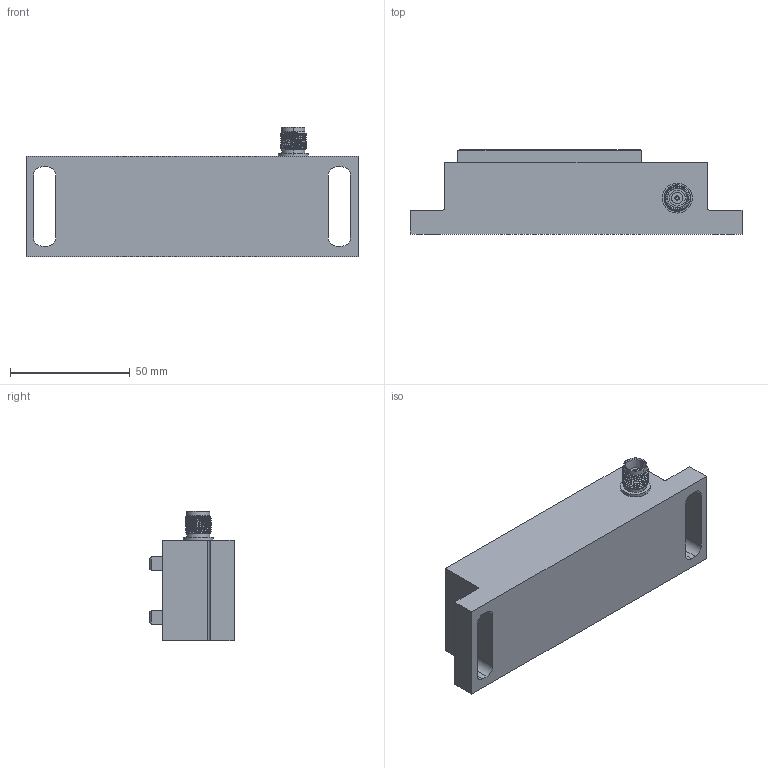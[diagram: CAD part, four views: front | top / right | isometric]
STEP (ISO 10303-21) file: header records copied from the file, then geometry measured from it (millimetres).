
FILE_DESCRIPTION (( 'STEP AP214' ), '1' );
FILE_NAME ('IH2_L FULL.STEP', '2023-08-29T09:32:07', ( '' ), ( '' ), 'SwSTEP 2.0', 'SolidWorks 2022', '' );
FILE_SCHEMA (( 'AUTOMOTIVE_DESIGN' ));
Length unit declared in the file: millimetre
Products named in the file (4): IH2_L FULL; TNC bulkhead connector; IH2_L_METSO_WIDE SLOT; Epoxy layer IH2_L
Assembly tree (3 placements, depth 2):
  IH2_L FULL
    IH2_L_METSO_WIDE SLOT
    TNC bulkhead connector
    Epoxy layer IH2_L
Bounding box: 138.5 x 35.2 x 54.1 mm (x, y, z)
Volume: 149701.5 mm3; surface area: 48744.1 mm2
Topology: 3 solids, 3 shells, 222 faces, 556 edges, 356 vertices
Faces by surface type: plane 87, cylinder 84, cone 31, bspline 18, torus 2
Entity records: 12174 total; most frequent: CARTESIAN_POINT 6715, ORIENTED_EDGE 1108, DIRECTION 983, EDGE_CURVE 554, AXIS2_PLACEMENT_3D 363, VERTEX_POINT 356, LINE 257, VECTOR 257
